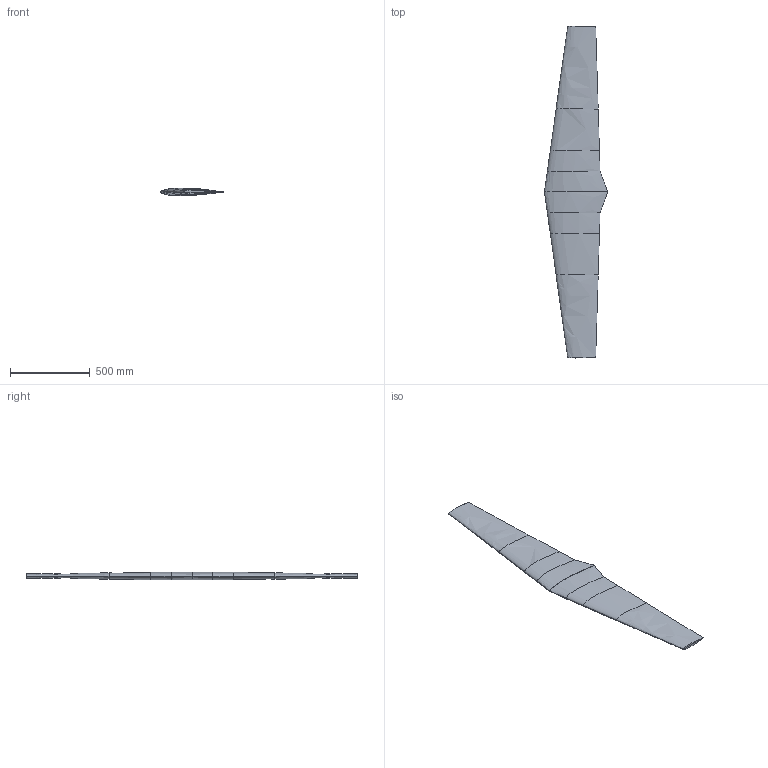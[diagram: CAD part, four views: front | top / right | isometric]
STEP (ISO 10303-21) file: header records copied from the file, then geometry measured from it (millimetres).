
FILE_DESCRIPTION((''),'1');
FILE_NAME('outfile.stp','2024-07-11T13:54:46',(''),(''),'','','');
FILE_SCHEMA(('CONFIG_CONTROL_DESIGN'));
Length unit declared in the file: metre
Bounding box: 395.61 x 2082.8 x 50.16 mm (x, y, z)
Surface area: 1147200.7 mm2 (no closed solid volume)
Topology: 0 solids, 0 shells, 40 faces, 160 edges, 152 vertices
Faces by surface type: bspline 40
Entity records: 11580 total; most frequent: CARTESIAN_POINT 11489, B_SPLINE_SURFACE_WITH_KNOTS 40, PERSON_AND_ORGANIZATION_ROLE 4, CC_DESIGN_PERSON_AND_ORGANIZATION_ASSIGNMENT 4, DIRECTION 2, DATE_TIME_ROLE 2, CC_DESIGN_DATE_AND_TIME_ASSIGNMENT 2, GEOMETRIC_SET 2
